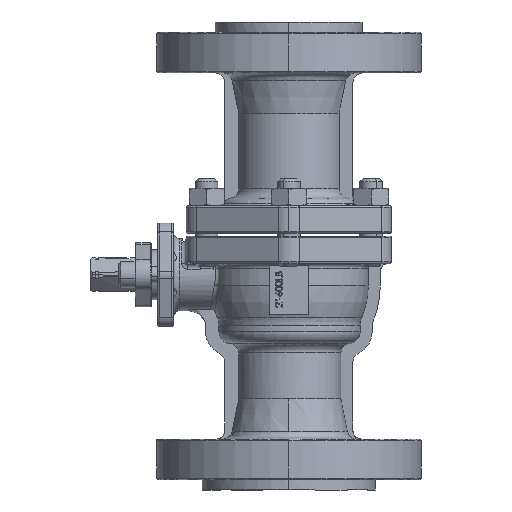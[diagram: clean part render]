
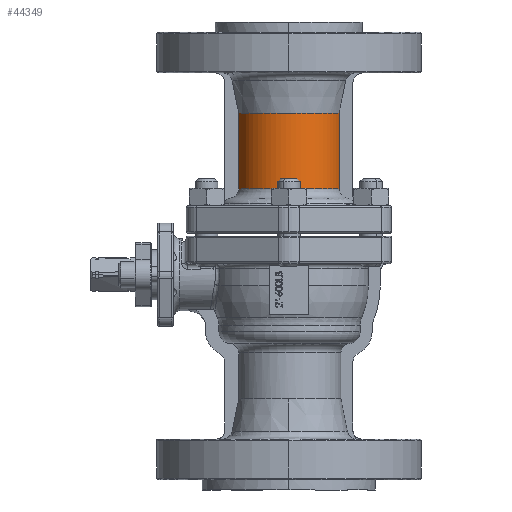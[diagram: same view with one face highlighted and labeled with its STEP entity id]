
A CAD part, left-side view. The second image highlights one B-rep face of the part: STEP entity #44349.
In plain terms, the highlighted cylindrical face has radius 32.5 mm (diameter 65 mm), a partial arc.
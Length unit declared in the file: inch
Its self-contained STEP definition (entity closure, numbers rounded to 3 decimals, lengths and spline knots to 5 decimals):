
#362 = CARTESIAN_POINT ( 'NONE',  ( -0.33465, -1.23499, 2.98819 ) ) ;
#980 = CARTESIAN_POINT ( 'NONE',  ( -0.33465, -1.23499, 1.1286 ) ) ;
#1347 = CARTESIAN_POINT ( 'NONE',  ( -1.25659, 0.27852, 2.98819 ) ) ;
#3262 = CARTESIAN_POINT ( 'NONE',  ( -0.33465, -1.23499, 1.74846 ) ) ;
#3533 = CARTESIAN_POINT ( 'NONE',  ( -0.33465, -1.23499, 2.98819 ) ) ;
#4555 = CARTESIAN_POINT ( 'NONE',  ( -0.46907, 1.19857, 2.98819 ) ) ;
#4937 = CARTESIAN_POINT ( 'NONE',  ( -0.82875, -0.98476, 1.1286 ) ) ;
#5085 = CARTESIAN_POINT ( 'NONE',  ( -0.59747, -1.14001, 2.98819 ) ) ;
#5214 = CARTESIAN_POINT ( 'NONE',  ( -1.10084, -0.66688, 1.1286 ) ) ;
#5784 = CARTESIAN_POINT ( 'NONE',  ( -0.33465, 1.23499, 1.1286 ) ) ;
#7878 = EDGE_LOOP ( 'NONE', ( #12650, #37953, #36847, #30503 ) ) ;
#8482 = CARTESIAN_POINT ( 'NONE',  ( -0.33465, 1.23499, 1.74846 ) ) ;
#8512 = FACE_OUTER_BOUND ( 'NONE', #7878, .T. ) ;
#8799 = CARTESIAN_POINT ( 'NONE',  ( -0.82875, 0.98476, 2.98819 ) ) ;
#8999 = CARTESIAN_POINT ( 'NONE',  ( -0.33465, 1.23499, 2.36833 ) ) ;
#9051 = CARTESIAN_POINT ( 'NONE',  ( -0.33465, 1.23499, 2.98819 ) ) ;
#9184 = CARTESIAN_POINT ( 'NONE',  ( -0.46907, -1.19857, 1.1286 ) ) ;
#9271 = CARTESIAN_POINT ( 'NONE',  ( -0.33465, 1.23499, 2.98819 ) ) ;
#11124 = AXIS2_PLACEMENT_3D ( 'NONE', #39526, #26734, #39009 ) ;
#12514 = CARTESIAN_POINT ( 'NONE',  ( -1.25659, -0.27852, 2.98819 ) ) ;
#12650 = ORIENTED_EDGE ( 'NONE', *, *, #20650, .T. ) ;
#13169 = CARTESIAN_POINT ( 'NONE',  ( -1.10084, 0.66688, 1.1286 ) ) ;
#13558 = CARTESIAN_POINT ( 'NONE',  ( -1.27953, -0.13927, 2.98819 ) ) ;
#13693 = CARTESIAN_POINT ( 'NONE',  ( -0.46907, 1.19857, 1.1286 ) ) ;
#13965 = EDGE_CURVE ( 'NONE', #34634, #14501, #18996, .T. ) ;
#14501 = VERTEX_POINT ( 'NONE', #362 ) ;
#16200 = CARTESIAN_POINT ( 'NONE',  ( -0.33465, 1.23499, 1.1286 ) ) ;
#16264 = EDGE_CURVE ( 'NONE', #18636, #43705, #37250, .T. ) ;
#16771 = CARTESIAN_POINT ( 'NONE',  ( -1.27953, 0.13927, 2.98819 ) ) ;
#16903 = CARTESIAN_POINT ( 'NONE',  ( -1.16724, -0.54235, 1.1286 ) ) ;
#17040 = CARTESIAN_POINT ( 'NONE',  ( -1.10084, -0.66688, 2.98819 ) ) ;
#17689 = CARTESIAN_POINT ( 'NONE',  ( -0.59747, 1.14001, 1.1286 ) ) ;
#18636 = VERTEX_POINT ( 'NONE', #5784 ) ;
#18996 = B_SPLINE_CURVE_WITH_KNOTS ( 'NONE', 3,
 ( #44475, #4555, #21537, #8799, #29216, #48993, #20487, #1347, #16771, #13558, #12514, #36993, #17040, #41762, #40711, #5085, #37794, #50045 ),
 .UNSPECIFIED., .F., .F.,
 ( 4, 2, 2, 2, 2, 2, 2, 2, 4 ),
 ( 0., 0.125, 0.25, 0.375, 0.5, 0.625, 0.75, 0.875, 1. ),
 .UNSPECIFIED. ) ;
#20487 = CARTESIAN_POINT ( 'NONE',  ( -1.16724, 0.54235, 2.98819 ) ) ;
#20650 = EDGE_CURVE ( 'NONE', #34634, #18636, #30830, .T. ) ;
#21537 = CARTESIAN_POINT ( 'NONE',  ( -0.59747, 1.14001, 2.98819 ) ) ;
#21558 = B_SPLINE_CURVE_WITH_KNOTS ( 'NONE', 3,
 ( #27431, #3262, #35185, #3533 ),
 .UNSPECIFIED., .F., .F.,
 ( 4, 4 ),
 ( 0., 1. ),
 .UNSPECIFIED. ) ;
#25107 = CARTESIAN_POINT ( 'NONE',  ( -0.82875, 0.98476, 1.1286 ) ) ;
#25378 = CARTESIAN_POINT ( 'NONE',  ( -0.33465, 1.23499, 1.1286 ) ) ;
#26734 = DIRECTION ( 'NONE',  ( 0., 0., 1. ) ) ;
#27431 = CARTESIAN_POINT ( 'NONE',  ( -0.33465, -1.23499, 1.1286 ) ) ;
#28810 = CARTESIAN_POINT ( 'NONE',  ( -1.25659, -0.27852, 1.1286 ) ) ;
#29216 = CARTESIAN_POINT ( 'NONE',  ( -0.93158, 0.88811, 2.98819 ) ) ;
#30503 = ORIENTED_EDGE ( 'NONE', *, *, #13965, .F. ) ;
#30830 = B_SPLINE_CURVE_WITH_KNOTS ( 'NONE', 3,
 ( #9271, #8999, #8482, #16200 ),
 .UNSPECIFIED., .F., .F.,
 ( 4, 4 ),
 ( 0., 1. ),
 .UNSPECIFIED. ) ;
#33084 = CARTESIAN_POINT ( 'NONE',  ( -0.93158, 0.88811, 1.1286 ) ) ;
#34634 = VERTEX_POINT ( 'NONE', #9051 ) ;
#35185 = CARTESIAN_POINT ( 'NONE',  ( -0.33465, -1.23499, 2.36833 ) ) ;
#36847 = ORIENTED_EDGE ( 'NONE', *, *, #46889, .T. ) ;
#36993 = CARTESIAN_POINT ( 'NONE',  ( -1.16724, -0.54235, 2.98819 ) ) ;
#37250 = B_SPLINE_CURVE_WITH_KNOTS ( 'NONE', 3,
 ( #25378, #13693, #17689, #25107, #33084, #13169, #49114, #41616, #41353, #45923, #28810, #16903, #5214, #45651, #4937, #49380, #9184, #980 ),
 .UNSPECIFIED., .F., .F.,
 ( 4, 2, 2, 2, 2, 2, 2, 2, 4 ),
 ( 0., 0.125, 0.25, 0.375, 0.5, 0.625, 0.75, 0.875, 1. ),
 .UNSPECIFIED. ) ;
#37794 = CARTESIAN_POINT ( 'NONE',  ( -0.46907, -1.19857, 2.98819 ) ) ;
#37953 = ORIENTED_EDGE ( 'NONE', *, *, #16264, .T. ) ;
#39009 = DIRECTION ( 'NONE',  ( 1., 0., 0. ) ) ;
#39526 = CARTESIAN_POINT ( 'NONE',  ( 0., 0., 5.17636 ) ) ;
#40086 = CARTESIAN_POINT ( 'NONE',  ( -0.33465, -1.23499, 1.1286 ) ) ;
#40711 = CARTESIAN_POINT ( 'NONE',  ( -0.82875, -0.98476, 2.98819 ) ) ;
#41353 = CARTESIAN_POINT ( 'NONE',  ( -1.27953, 0.13927, 1.1286 ) ) ;
#41616 = CARTESIAN_POINT ( 'NONE',  ( -1.25659, 0.27852, 1.1286 ) ) ;
#41762 = CARTESIAN_POINT ( 'NONE',  ( -0.93158, -0.88811, 2.98819 ) ) ;
#43705 = VERTEX_POINT ( 'NONE', #40086 ) ;
#44349 = ADVANCED_FACE ( 'NONE', ( #8512 ), #45241, .T. ) ;
#44475 = CARTESIAN_POINT ( 'NONE',  ( -0.33465, 1.23499, 2.98819 ) ) ;
#45241 = CYLINDRICAL_SURFACE ( 'NONE', #11124, 1.27953 ) ;
#45651 = CARTESIAN_POINT ( 'NONE',  ( -0.93158, -0.88811, 1.1286 ) ) ;
#45923 = CARTESIAN_POINT ( 'NONE',  ( -1.27953, -0.13927, 1.1286 ) ) ;
#46889 = EDGE_CURVE ( 'NONE', #43705, #14501, #21558, .T. ) ;
#48993 = CARTESIAN_POINT ( 'NONE',  ( -1.10084, 0.66688, 2.98819 ) ) ;
#49114 = CARTESIAN_POINT ( 'NONE',  ( -1.16724, 0.54235, 1.1286 ) ) ;
#49380 = CARTESIAN_POINT ( 'NONE',  ( -0.59747, -1.14001, 1.1286 ) ) ;
#50045 = CARTESIAN_POINT ( 'NONE',  ( -0.33465, -1.23499, 2.98819 ) ) ;
